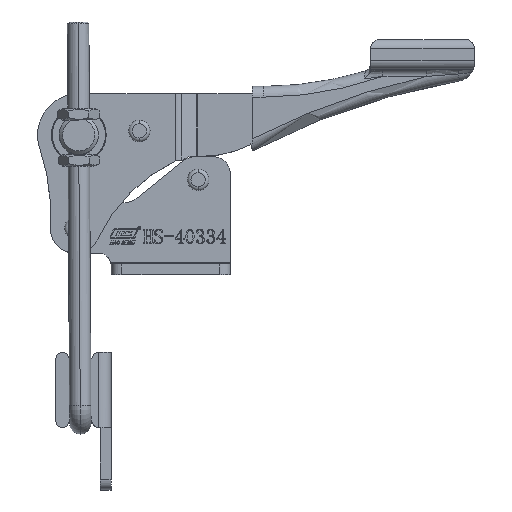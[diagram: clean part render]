
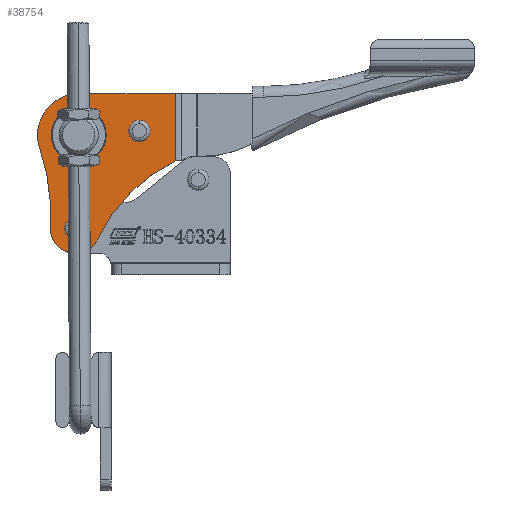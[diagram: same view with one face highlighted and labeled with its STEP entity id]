
A CAD part, top view. The second image highlights one B-rep face of the part: STEP entity #38754.
In plain terms, the highlighted planar face has unit normal (0, 0, 1).
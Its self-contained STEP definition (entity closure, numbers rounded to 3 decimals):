
#1509 = FACE_BOUND ( 'NONE', #28826, .T. ) ;
#1513 = FACE_OUTER_BOUND ( 'NONE', #28832, .T. ) ;
#1517 = FACE_BOUND ( 'NONE', #28828, .T. ) ;
#1525 = FACE_BOUND ( 'NONE', #28779, .T. ) ;
#6257 = DIRECTION ( 'NONE',  ( 0., 0., 1. ) ) ;
#6260 = CARTESIAN_POINT ( 'NONE',  ( -48.5, -11.5, 3. ) ) ;
#6262 = PLANE ( 'NONE',  #7300 ) ;
#6263 = DIRECTION ( 'NONE',  ( 1., 0., 0. ) ) ;
#7300 = AXIS2_PLACEMENT_3D ( 'NONE', #6260, #6257, #6263 ) ;
#13127 = EDGE_CURVE ( 'NONE', #22916, #22921, #26798, .T. ) ;
#13128 = EDGE_CURVE ( 'NONE', #22748, #22860, #26806, .T. ) ;
#13134 = EDGE_CURVE ( 'NONE', #22732, #22877, #26815, .T. ) ;
#13138 = EDGE_CURVE ( 'NONE', #22858, #22720, #26821, .T. ) ;
#13142 = EDGE_CURVE ( 'NONE', #22862, #22843, #26825, .T. ) ;
#13183 = EDGE_CURVE ( 'NONE', #22919, #22862, #26900, .T. ) ;
#13187 = EDGE_CURVE ( 'NONE', #22720, #22919, #26906, .T. ) ;
#13188 = EDGE_CURVE ( 'NONE', #22906, #22858, #26907, .T. ) ;
#13191 = EDGE_CURVE ( 'NONE', #22877, #22732, #26911, .T. ) ;
#13193 = EDGE_CURVE ( 'NONE', #22921, #22916, #26913, .T. ) ;
#13195 = EDGE_CURVE ( 'NONE', #22860, #22748, #26915, .T. ) ;
#13196 = EDGE_CURVE ( 'NONE', #22843, #22771, #26916, .T. ) ;
#13197 = EDGE_CURVE ( 'NONE', #22771, #22729, #26917, .T. ) ;
#13198 = EDGE_CURVE ( 'NONE', #22729, #22906, #26918, .T. ) ;
#22720 = VERTEX_POINT ( 'NONE', #47492 ) ;
#22729 = VERTEX_POINT ( 'NONE', #47520 ) ;
#22732 = VERTEX_POINT ( 'NONE', #47521 ) ;
#22748 = VERTEX_POINT ( 'NONE', #47528 ) ;
#22771 = VERTEX_POINT ( 'NONE', #47540 ) ;
#22843 = VERTEX_POINT ( 'NONE', #47569 ) ;
#22858 = VERTEX_POINT ( 'NONE', #47577 ) ;
#22860 = VERTEX_POINT ( 'NONE', #47578 ) ;
#22862 = VERTEX_POINT ( 'NONE', #47579 ) ;
#22877 = VERTEX_POINT ( 'NONE', #47587 ) ;
#22906 = VERTEX_POINT ( 'NONE', #47598 ) ;
#22916 = VERTEX_POINT ( 'NONE', #47604 ) ;
#22919 = VERTEX_POINT ( 'NONE', #47605 ) ;
#22921 = VERTEX_POINT ( 'NONE', #47606 ) ;
#26798 = CIRCLE ( 'NONE', #31164, 2.4 ) ;
#26806 = CIRCLE ( 'NONE', #31165, 2.4 ) ;
#26815 = CIRCLE ( 'NONE', #31168, 7.5 ) ;
#26821 = CIRCLE ( 'NONE', #31170, 11.5 ) ;
#26825 = CIRCLE ( 'NONE', #31172, 7. ) ;
#26900 = CIRCLE ( 'NONE', #31182, 7. ) ;
#26906 = CIRCLE ( 'NONE', #31185, 57. ) ;
#26907 = CIRCLE ( 'NONE', #31186, 11.5 ) ;
#26911 = CIRCLE ( 'NONE', #31188, 7.5 ) ;
#26913 = CIRCLE ( 'NONE', #31190, 2.4 ) ;
#26915 = CIRCLE ( 'NONE', #31192, 2.4 ) ;
#26916 = CIRCLE ( 'NONE', #31193, 45. ) ;
#26917 = LINE ( 'NONE', #28281, #26919 ) ;
#26918 = LINE ( 'NONE', #28290, #26921 ) ;
#26919 = VECTOR ( 'NONE', #28282, 1000. ) ;
#26921 = VECTOR ( 'NONE', #28291, 1000. ) ;
#28117 = CARTESIAN_POINT ( 'NONE',  ( -49.5, -37.5, 3. ) ) ;
#28118 = DIRECTION ( 'NONE',  ( 0., 0., 1. ) ) ;
#28119 = DIRECTION ( 'NONE',  ( 1., 0., 0. ) ) ;
#28121 = CARTESIAN_POINT ( 'NONE',  ( -31.6, -10.4, 3. ) ) ;
#28122 = DIRECTION ( 'NONE',  ( 0., 0., 1. ) ) ;
#28123 = DIRECTION ( 'NONE',  ( 1., 0., 0. ) ) ;
#28138 = CARTESIAN_POINT ( 'NONE',  ( -48.5, -11.5, 3. ) ) ;
#28139 = DIRECTION ( 'NONE',  ( 0., 0., 1. ) ) ;
#28140 = DIRECTION ( 'NONE',  ( 1., 0., 0. ) ) ;
#28148 = CARTESIAN_POINT ( 'NONE',  ( -48.5, -11.5, 3. ) ) ;
#28149 = DIRECTION ( 'NONE',  ( 0., 0., 1. ) ) ;
#28150 = DIRECTION ( 'NONE',  ( 1., 0., 0. ) ) ;
#28158 = CARTESIAN_POINT ( 'NONE',  ( -49.5, -37.5, 3. ) ) ;
#28159 = DIRECTION ( 'NONE',  ( 0., 0., 1. ) ) ;
#28160 = DIRECTION ( 'NONE',  ( 1., 0., 0. ) ) ;
#28249 = CARTESIAN_POINT ( 'NONE',  ( -49.5, -37.5, 3. ) ) ;
#28250 = DIRECTION ( 'NONE',  ( 0., 0., 1. ) ) ;
#28251 = DIRECTION ( 'NONE',  ( 1., 0., 0. ) ) ;
#28260 = CARTESIAN_POINT ( 'NONE',  ( -113.374, -33.49, 3. ) ) ;
#28261 = DIRECTION ( 'NONE',  ( 0., 0., -1. ) ) ;
#28262 = DIRECTION ( 'NONE',  ( -1., 0., 0. ) ) ;
#28263 = CARTESIAN_POINT ( 'NONE',  ( -48.5, -11.5, 3. ) ) ;
#28264 = DIRECTION ( 'NONE',  ( 0., 0., 1. ) ) ;
#28265 = DIRECTION ( 'NONE',  ( 1., 0., 0. ) ) ;
#28269 = CARTESIAN_POINT ( 'NONE',  ( -48.5, -11.5, 3. ) ) ;
#28270 = DIRECTION ( 'NONE',  ( 0., 0., 1. ) ) ;
#28271 = DIRECTION ( 'NONE',  ( 1., 0., 0. ) ) ;
#28275 = CARTESIAN_POINT ( 'NONE',  ( -49.5, -37.5, 3. ) ) ;
#28276 = DIRECTION ( 'NONE',  ( 0., 0., 1. ) ) ;
#28277 = DIRECTION ( 'NONE',  ( 1., 0., 0. ) ) ;
#28281 = CARTESIAN_POINT ( 'NONE',  ( -21.524, -11.5, 3. ) ) ;
#28282 = DIRECTION ( 'NONE',  ( 0., 1., 0. ) ) ;
#28283 = CARTESIAN_POINT ( 'NONE',  ( -31.6, -10.4, 3. ) ) ;
#28284 = DIRECTION ( 'NONE',  ( 0., 0., 1. ) ) ;
#28285 = DIRECTION ( 'NONE',  ( 1., 0., 0. ) ) ;
#28287 = CARTESIAN_POINT ( 'NONE',  ( -2.383, -59.5, 3. ) ) ;
#28288 = DIRECTION ( 'NONE',  ( 0., 0., -1. ) ) ;
#28289 = DIRECTION ( 'NONE',  ( -1., 0., 0. ) ) ;
#28290 = CARTESIAN_POINT ( 'NONE',  ( 0., 0., 3. ) ) ;
#28291 = DIRECTION ( 'NONE',  ( -1., 0., 0. ) ) ;
#28779 = EDGE_LOOP ( 'NONE', ( #29411, #29413 ) ) ;
#28826 = EDGE_LOOP ( 'NONE', ( #29407, #29409 ) ) ;
#28828 = EDGE_LOOP ( 'NONE', ( #29415, #29417 ) ) ;
#28832 = EDGE_LOOP ( 'NONE', ( #29418, #29420, #29422, #29424, #29426, #29428, #29430, #29432 ) ) ;
#29407 = ORIENTED_EDGE ( 'NONE', *, *, #13195, .F. ) ;
#29409 = ORIENTED_EDGE ( 'NONE', *, *, #13128, .F. ) ;
#29411 = ORIENTED_EDGE ( 'NONE', *, *, #13127, .F. ) ;
#29413 = ORIENTED_EDGE ( 'NONE', *, *, #13193, .F. ) ;
#29415 = ORIENTED_EDGE ( 'NONE', *, *, #13134, .F. ) ;
#29417 = ORIENTED_EDGE ( 'NONE', *, *, #13191, .F. ) ;
#29418 = ORIENTED_EDGE ( 'NONE', *, *, #13196, .T. ) ;
#29420 = ORIENTED_EDGE ( 'NONE', *, *, #13197, .T. ) ;
#29422 = ORIENTED_EDGE ( 'NONE', *, *, #13198, .T. ) ;
#29424 = ORIENTED_EDGE ( 'NONE', *, *, #13188, .T. ) ;
#29426 = ORIENTED_EDGE ( 'NONE', *, *, #13138, .T. ) ;
#29428 = ORIENTED_EDGE ( 'NONE', *, *, #13187, .T. ) ;
#29430 = ORIENTED_EDGE ( 'NONE', *, *, #13183, .T. ) ;
#29432 = ORIENTED_EDGE ( 'NONE', *, *, #13142, .T. ) ;
#31164 = AXIS2_PLACEMENT_3D ( 'NONE', #28117, #28118, #28119 ) ;
#31165 = AXIS2_PLACEMENT_3D ( 'NONE', #28121, #28122, #28123 ) ;
#31168 = AXIS2_PLACEMENT_3D ( 'NONE', #28138, #28139, #28140 ) ;
#31170 = AXIS2_PLACEMENT_3D ( 'NONE', #28148, #28149, #28150 ) ;
#31172 = AXIS2_PLACEMENT_3D ( 'NONE', #28158, #28159, #28160 ) ;
#31182 = AXIS2_PLACEMENT_3D ( 'NONE', #28249, #28250, #28251 ) ;
#31185 = AXIS2_PLACEMENT_3D ( 'NONE', #28260, #28261, #28262 ) ;
#31186 = AXIS2_PLACEMENT_3D ( 'NONE', #28263, #28264, #28265 ) ;
#31188 = AXIS2_PLACEMENT_3D ( 'NONE', #28269, #28270, #28271 ) ;
#31190 = AXIS2_PLACEMENT_3D ( 'NONE', #28275, #28276, #28277 ) ;
#31192 = AXIS2_PLACEMENT_3D ( 'NONE', #28283, #28284, #28285 ) ;
#31193 = AXIS2_PLACEMENT_3D ( 'NONE', #28287, #28288, #28289 ) ;
#38754 = ADVANCED_FACE ( 'NONE', ( #1509, #1525, #1517, #1513 ), #6262, .T. ) ;
#47492 = CARTESIAN_POINT ( 'NONE',  ( -59.391, -15.192, 3. ) ) ;
#47520 = CARTESIAN_POINT ( 'NONE',  ( -21.524, 0., 3. ) ) ;
#47521 = CARTESIAN_POINT ( 'NONE',  ( -56., -11.5, 3. ) ) ;
#47528 = CARTESIAN_POINT ( 'NONE',  ( -34., -10.4, 3. ) ) ;
#47540 = CARTESIAN_POINT ( 'NONE',  ( -21.524, -18.774, 3. ) ) ;
#47569 = CARTESIAN_POINT ( 'NONE',  ( -43.157, -40.462, 3. ) ) ;
#47577 = CARTESIAN_POINT ( 'NONE',  ( -60., -11.5, 3. ) ) ;
#47578 = CARTESIAN_POINT ( 'NONE',  ( -29.2, -10.4, 3. ) ) ;
#47579 = CARTESIAN_POINT ( 'NONE',  ( -56.5, -37.5, 3. ) ) ;
#47587 = CARTESIAN_POINT ( 'NONE',  ( -41., -11.5, 3. ) ) ;
#47598 = CARTESIAN_POINT ( 'NONE',  ( -48.5, 0., 3. ) ) ;
#47604 = CARTESIAN_POINT ( 'NONE',  ( -51.9, -37.5, 3. ) ) ;
#47605 = CARTESIAN_POINT ( 'NONE',  ( -56.486, -37.061, 3. ) ) ;
#47606 = CARTESIAN_POINT ( 'NONE',  ( -47.1, -37.5, 3. ) ) ;
